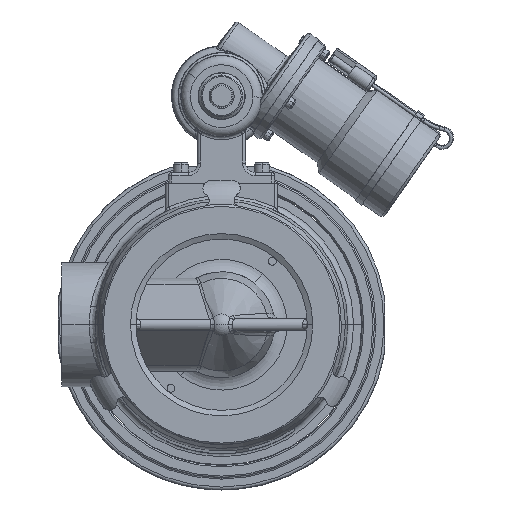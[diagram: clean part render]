
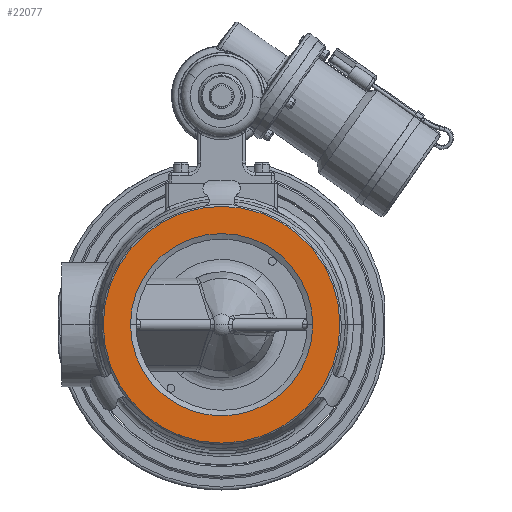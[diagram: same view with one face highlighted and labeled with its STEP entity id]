
A CAD part, left-side view. The second image highlights one B-rep face of the part: STEP entity #22077.
In plain terms, the highlighted planar face has unit normal (-1, 0, 0).
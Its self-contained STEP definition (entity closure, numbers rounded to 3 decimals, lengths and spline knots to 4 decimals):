
#20770=CARTESIAN_POINT('',(-3.4945,0.,0.));
#20771=DIRECTION('',(-1.,0.,0.));
#20772=DIRECTION('',(0.,0.,1.));
#20773=AXIS2_PLACEMENT_3D('',#20770,#20771,#20772);
#20775=CARTESIAN_POINT('',(-3.4945,0.,0.));
#20776=DIRECTION('',(-1.,0.,0.));
#20777=DIRECTION('',(0.,0.,-1.));
#20778=AXIS2_PLACEMENT_3D('',#20775,#20776,#20777);
#20780=CARTESIAN_POINT('',(-3.4945,0.,0.));
#20781=DIRECTION('',(-1.,0.,0.));
#20782=DIRECTION('',(0.,-1.,0.));
#20783=AXIS2_PLACEMENT_3D('',#20780,#20781,#20782);
#20785=CARTESIAN_POINT('',(-3.4945,0.,0.));
#20786=DIRECTION('',(-1.,0.,0.));
#20787=DIRECTION('',(0.,1.,0.));
#20788=AXIS2_PLACEMENT_3D('',#20785,#20786,#20787);
#21769=CARTESIAN_POINT('',(-3.4945,0.,2.3762));
#21770=CARTESIAN_POINT('',(-3.4945,0.,-2.3762));
#21771=VERTEX_POINT('',#21769);
#21772=VERTEX_POINT('',#21770);
#21867=CARTESIAN_POINT('',(-3.4945,-1.83,0.));
#21868=CARTESIAN_POINT('',(-3.4945,1.83,0.));
#21869=VERTEX_POINT('',#21867);
#21870=VERTEX_POINT('',#21868);
#22061=CARTESIAN_POINT('',(-3.4945,0.,0.));
#22062=DIRECTION('',(-1.,0.,0.));
#22063=DIRECTION('',(0.,0.,1.));
#22064=AXIS2_PLACEMENT_3D('',#22061,#22062,#22063);
#22065=PLANE('',#22064);
#22066=ORIENTED_EDGE('',*,*,#22040,.F.);
#22068=ORIENTED_EDGE('',*,*,#22067,.F.);
#22069=EDGE_LOOP('',(#22066,#22068));
#22070=FACE_OUTER_BOUND('',#22069,.F.);
#22072=ORIENTED_EDGE('',*,*,#22071,.T.);
#22074=ORIENTED_EDGE('',*,*,#22073,.T.);
#22075=EDGE_LOOP('',(#22072,#22074));
#22076=FACE_BOUND('',#22075,.F.);
#22077=ADVANCED_FACE('',(#22070,#22076),#22065,.T.);
#20774=CIRCLE('',#20773,2.3762);
#20779=CIRCLE('',#20778,2.3762);
#20784=CIRCLE('',#20783,1.83);
#20789=CIRCLE('',#20788,1.83);
#22040=EDGE_CURVE('',#21771,#21772,#20774,.T.);
#22067=EDGE_CURVE('',#21772,#21771,#20779,.T.);
#22071=EDGE_CURVE('',#21869,#21870,#20784,.T.);
#22073=EDGE_CURVE('',#21870,#21869,#20789,.T.);
